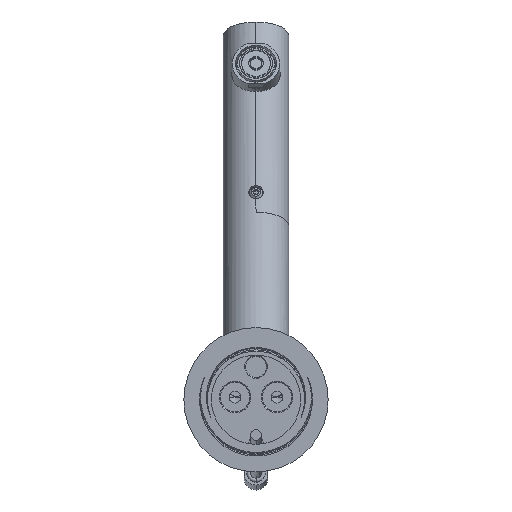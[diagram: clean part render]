
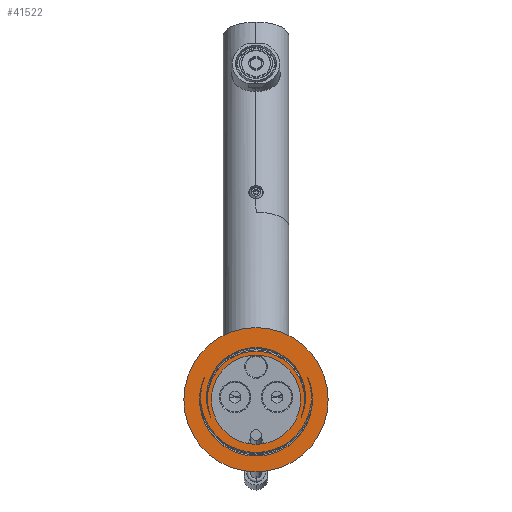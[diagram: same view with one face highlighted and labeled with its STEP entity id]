
A CAD part, front view. The second image highlights one B-rep face of the part: STEP entity #41522.
In plain terms, the highlighted planar face has unit normal (0, -1, 0).
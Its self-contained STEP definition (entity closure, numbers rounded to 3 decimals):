
#12163=CARTESIAN_POINT('',(0.,-3.5,0.));
#12164=DIRECTION('',(0.,1.,0.));
#12165=DIRECTION('',(1.,0.,0.));
#12166=AXIS2_PLACEMENT_3D('',#12163,#12164,#12165);
#12168=CARTESIAN_POINT('',(0.,-3.5,0.));
#12169=DIRECTION('',(0.,-1.,0.));
#12170=DIRECTION('',(1.,0.,0.));
#12171=AXIS2_PLACEMENT_3D('',#12168,#12169,#12170);
#12173=CARTESIAN_POINT('',(0.,-3.5,0.));
#12174=DIRECTION('',(0.,1.,0.));
#12175=DIRECTION('',(1.,0.,0.));
#12176=AXIS2_PLACEMENT_3D('',#12173,#12174,#12175);
#12178=CARTESIAN_POINT('',(0.,-3.5,0.));
#12179=DIRECTION('',(0.,-1.,0.));
#12180=DIRECTION('',(1.,0.,0.));
#12181=AXIS2_PLACEMENT_3D('',#12178,#12179,#12180);
#12183=CARTESIAN_POINT('',(0.,-3.5,1.));
#12184=DIRECTION('',(0.,-1.,0.));
#12185=DIRECTION('',(0.,0.,1.));
#12186=AXIS2_PLACEMENT_3D('',#12183,#12184,#12185);
#12188=CARTESIAN_POINT('',(0.,-3.5,1.));
#12189=DIRECTION('',(0.,-1.,0.));
#12190=DIRECTION('',(-0.932,0.,0.362));
#12191=AXIS2_PLACEMENT_3D('',#12188,#12189,#12190);
#12278=CARTESIAN_POINT('',(0.,-3.5,0.));
#12279=DIRECTION('',(0.,-1.,0.));
#12280=DIRECTION('',(0.933,0.,-0.359));
#12281=AXIS2_PLACEMENT_3D('',#12278,#12279,#12280);
#12378=CARTESIAN_POINT('',(0.,-3.5,1.));
#12379=DIRECTION('',(0.,-1.,0.));
#12380=DIRECTION('',(0.,0.,-1.));
#12381=AXIS2_PLACEMENT_3D('',#12378,#12379,#12380);
#12388=CARTESIAN_POINT('',(0.,-3.5,1.));
#12389=DIRECTION('',(0.,-1.,0.));
#12390=DIRECTION('',(0.915,0.,-0.405));
#12391=AXIS2_PLACEMENT_3D('',#12388,#12389,#12390);
#12636=CARTESIAN_POINT('',(19.688,-3.5,8.639));
#12638=CARTESIAN_POINT('',(0.,-3.5,0.));
#12639=DIRECTION('',(0.,1.,0.));
#12640=DIRECTION('',(0.916,0.,0.402));
#12641=AXIS2_PLACEMENT_3D('',#12638,#12639,#12640);
#12643=CARTESIAN_POINT('',(-19.688,-3.5,8.639));
#23866=CARTESIAN_POINT('',(27.5,-3.5,0.));
#23868=VERTEX_POINT('',#23866);
#23875=CARTESIAN_POINT('',(17.,-3.5,0.));
#23877=VERTEX_POINT('',#23875);
#23878=CARTESIAN_POINT('',(-27.5,-3.5,0.));
#23880=VERTEX_POINT('',#23878);
#23887=CARTESIAN_POINT('',(-17.,-3.5,0.));
#23889=VERTEX_POINT('',#23887);
#24446=VERTEX_POINT('',#12643);
#24449=VERTEX_POINT('',#12636);
#24454=CARTESIAN_POINT('',(0.,-3.5,-20.118));
#24455=VERTEX_POINT('',#24454);
#24456=CARTESIAN_POINT('',(0.,-3.5,19.882));
#24457=CARTESIAN_POINT('',(-17.268,-3.5,-6.639));
#24458=VERTEX_POINT('',#24456);
#24459=VERTEX_POINT('',#24457);
#24460=CARTESIAN_POINT('',(17.268,-3.5,-6.639));
#24461=VERTEX_POINT('',#24460);
#41491=CARTESIAN_POINT('',(0.,-3.5,0.));
#41492=DIRECTION('',(0.,-1.,0.));
#41493=DIRECTION('',(-1.,0.,0.));
#41494=AXIS2_PLACEMENT_3D('',#41491,#41492,#41493);
#41495=PLANE('',#41494);
#41496=ORIENTED_EDGE('',*,*,#41477,.F.);
#41497=ORIENTED_EDGE('',*,*,#41459,.T.);
#41498=EDGE_LOOP('',(#41496,#41497));
#41499=FACE_OUTER_BOUND('',#41498,.F.);
#41501=ORIENTED_EDGE('',*,*,#41500,.F.);
#41503=ORIENTED_EDGE('',*,*,#41502,.F.);
#41505=ORIENTED_EDGE('',*,*,#41504,.F.);
#41506=EDGE_LOOP('',(#41501,#41503,#41505));
#41507=FACE_BOUND('',#41506,.F.);
#41509=ORIENTED_EDGE('',*,*,#41508,.F.);
#41511=ORIENTED_EDGE('',*,*,#41510,.T.);
#41512=EDGE_LOOP('',(#41509,#41511));
#41513=FACE_BOUND('',#41512,.F.);
#41515=ORIENTED_EDGE('',*,*,#41514,.F.);
#41517=ORIENTED_EDGE('',*,*,#41516,.T.);
#41519=ORIENTED_EDGE('',*,*,#41518,.T.);
#41520=EDGE_LOOP('',(#41515,#41517,#41519));
#41521=FACE_BOUND('',#41520,.F.);
#41522=ADVANCED_FACE('',(#41499,#41507,#41513,#41521),#41495,.T.);
#12167=CIRCLE('',#12166,27.5);
#12172=CIRCLE('',#12171,27.5);
#12177=CIRCLE('',#12176,17.);
#12182=CIRCLE('',#12181,17.);
#12187=CIRCLE('',#12186,18.882);
#12192=CIRCLE('',#12191,21.118);
#12282=CIRCLE('',#12281,18.5);
#12382=CIRCLE('',#12381,21.118);
#12392=CIRCLE('',#12391,18.882);
#12642=CIRCLE('',#12641,21.5);
#41459=EDGE_CURVE('',#23868,#23880,#12167,.T.);
#41477=EDGE_CURVE('',#23868,#23880,#12172,.T.);
#41500=EDGE_CURVE('',#24446,#24455,#12192,.T.);
#41502=EDGE_CURVE('',#24449,#24446,#12642,.T.);
#41504=EDGE_CURVE('',#24455,#24449,#12382,.T.);
#41508=EDGE_CURVE('',#23877,#23889,#12177,.T.);
#41510=EDGE_CURVE('',#23877,#23889,#12182,.T.);
#41514=EDGE_CURVE('',#24461,#24459,#12282,.T.);
#41516=EDGE_CURVE('',#24461,#24458,#12392,.T.);
#41518=EDGE_CURVE('',#24458,#24459,#12187,.T.);
